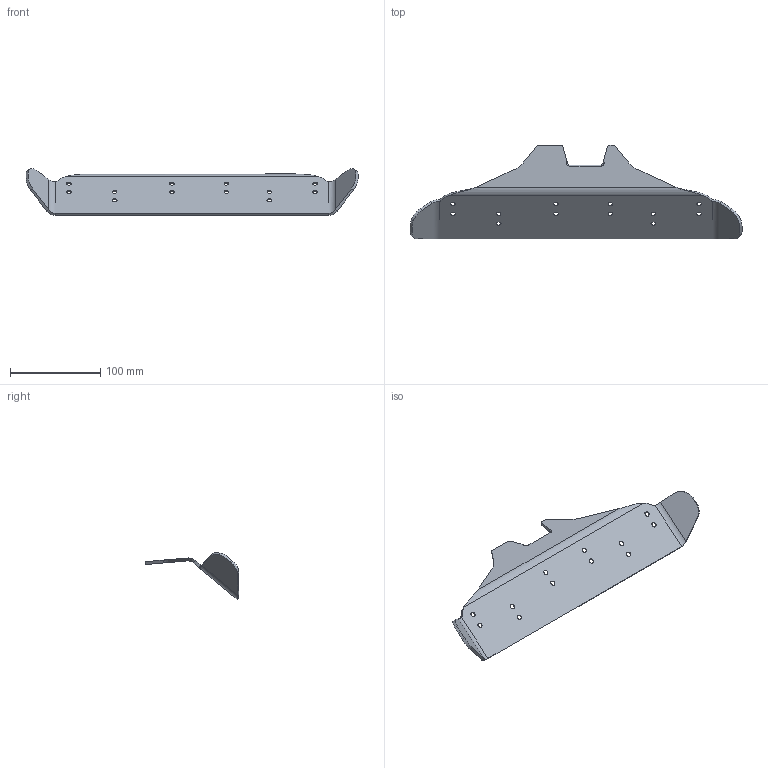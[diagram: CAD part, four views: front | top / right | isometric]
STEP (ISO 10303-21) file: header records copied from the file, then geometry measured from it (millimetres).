
FILE_DESCRIPTION (( 'STEP AP214' ), '1' );
FILE_NAME ('Full Plow Wedge.STEP', '2023-12-22T04:09:27', ( '' ), ( '' ), 'SwSTEP 2.0', 'SolidWorks 2023', '' );
FILE_SCHEMA (( 'AUTOMOTIVE_DESIGN' ));
Length unit declared in the file: inch
Products named in the file (1): Full Plow Wedge
Bounding box: 368.3 x 104.18 x 51.77 mm (x, y, z)
Volume: 94468.4 mm3; surface area: 63308.6 mm2
Topology: 1 solids, 1 shells, 104 faces, 260 edges, 158 vertices
Faces by surface type: cylinder 47, plane 27, cone 26, bspline 4
Entity records: 3335 total; most frequent: CARTESIAN_POINT 749, DIRECTION 556, ORIENTED_EDGE 520, EDGE_CURVE 260, AXIS2_PLACEMENT_3D 213, VERTEX_POINT 158, LINE 130, VECTOR 130
